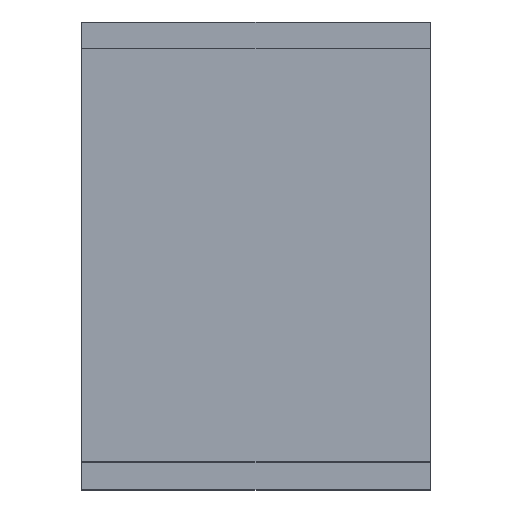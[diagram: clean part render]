
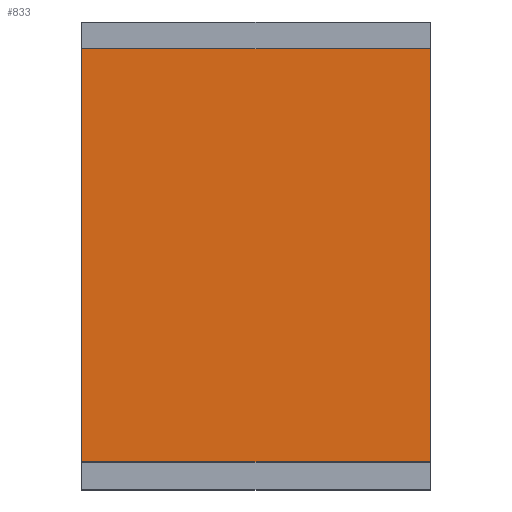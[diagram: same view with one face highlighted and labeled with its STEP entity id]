
A CAD part, top view. The second image highlights one B-rep face of the part: STEP entity #833.
In plain terms, the highlighted planar face has unit normal (0, 0, 1).
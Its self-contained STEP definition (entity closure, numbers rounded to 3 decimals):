
#61=PLANE($,#974);
#80=LINE($,#1421,#130);
#84=LINE($,#1429,#134);
#87=LINE($,#1435,#137);
#90=LINE($,#1440,#140);
#130=VECTOR($,#1173,45.);
#134=VECTOR($,#1179,38.);
#137=VECTOR($,#1184,45.);
#140=VECTOR($,#1189,38.);
#282=FACE_OUTER_BOUND($,#378,.T.);
#378=EDGE_LOOP($,(#701,#702,#703,#704));
#475=VERTEX_POINT($,#1419);
#476=VERTEX_POINT($,#1420);
#479=VERTEX_POINT($,#1428);
#481=VERTEX_POINT($,#1434);
#549=EDGE_CURVE($,#475,#476,#80,.T.);
#553=EDGE_CURVE($,#479,#475,#84,.T.);
#556=EDGE_CURVE($,#481,#479,#87,.T.);
#559=EDGE_CURVE($,#476,#481,#90,.T.);
#701=ORIENTED_EDGE($,*,*,#559,.F.);
#702=ORIENTED_EDGE($,*,*,#549,.F.);
#703=ORIENTED_EDGE($,*,*,#553,.F.);
#704=ORIENTED_EDGE($,*,*,#556,.F.);
#833=ADVANCED_FACE($,(#282),#61,.T.);
#974=AXIS2_PLACEMENT_3D($,#1443,#1193,#1194);
#1173=DIRECTION($,(0.,-1.,0.));
#1179=DIRECTION($,(1.,0.,0.));
#1184=DIRECTION($,(0.,1.,0.));
#1189=DIRECTION($,(-1.,0.,0.));
#1193=DIRECTION('center_axis',(0.,0.,1.));
#1194=DIRECTION('ref_axis',(1.,0.,0.));
#1419=CARTESIAN_POINT('',(19.,22.5,67.));
#1420=CARTESIAN_POINT('',(19.,-22.5,67.));
#1421=CARTESIAN_POINT($,(19.,22.5,67.));
#1428=CARTESIAN_POINT('',(-19.,22.5,67.));
#1429=CARTESIAN_POINT($,(-19.,22.5,67.));
#1434=CARTESIAN_POINT('',(-19.,-22.5,67.));
#1435=CARTESIAN_POINT($,(-19.,-22.5,67.));
#1440=CARTESIAN_POINT($,(19.,-22.5,67.));
#1443=CARTESIAN_POINT('Origin',(0.,0.,67.));
